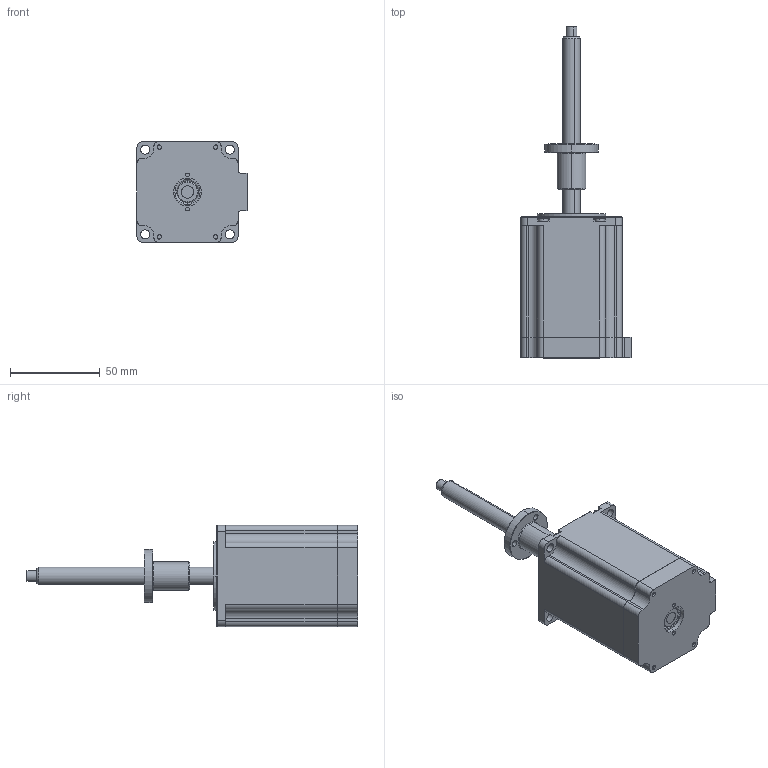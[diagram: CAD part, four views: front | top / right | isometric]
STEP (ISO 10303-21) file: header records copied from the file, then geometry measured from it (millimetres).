
FILE_DESCRIPTION (( 'STEP AP203' ), '1' );
FILE_NAME ('LE23AS-T10105-100-AR2-S-300.STEP', '2018-08-10T03:33:16', ( '' ), ( '' ), 'SwSTEP 2.0', 'SolidWorks 2014', '' );
FILE_SCHEMA (( 'CONFIG_CONTROL_DESIGN' ));
Length unit declared in the file: millimetre
Products named in the file (1): LE23AS-T10105-100-AR2-S-300
Bounding box: 61.2 x 184.5 x 56.2 mm (x, y, z)
Surface area: 36453.3 mm2 (no closed solid volume)
Topology: 0 solids, 15 shells, 356 faces, 1057 edges, 706 vertices
Faces by surface type: plane 164, cylinder 96, cone 82, sphere 8, torus 6
Entity records: 12464 total; most frequent: CARTESIAN_POINT 2824, DIRECTION 2027, ORIENTED_EDGE 1868, EDGE_CURVE 1057, AXIS2_PLACEMENT_3D 721, VERTEX_POINT 706, LINE 585, VECTOR 585
